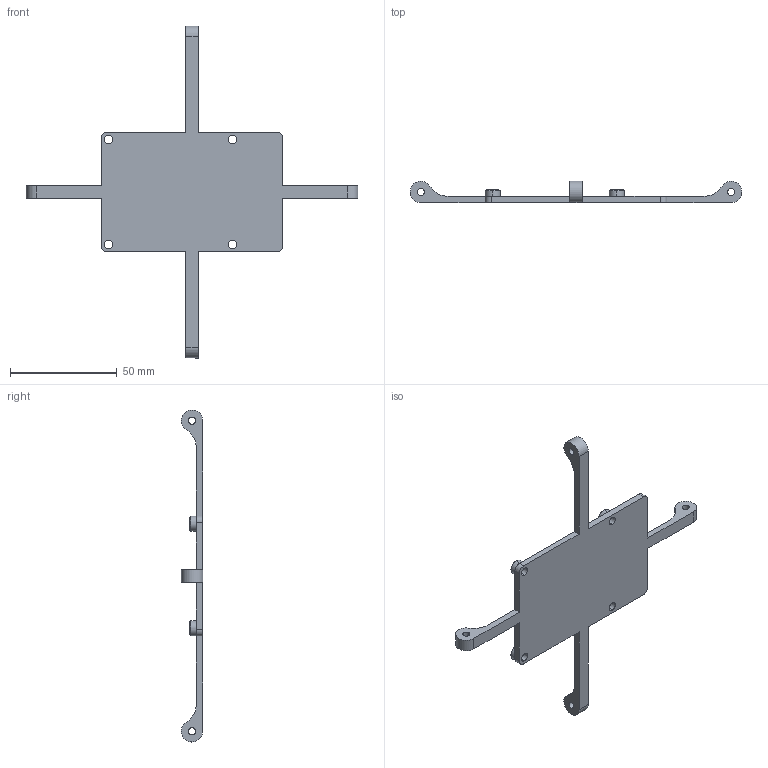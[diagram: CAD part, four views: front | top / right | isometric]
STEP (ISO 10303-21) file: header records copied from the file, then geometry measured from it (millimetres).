
FILE_DESCRIPTION (( 'STEP AP214' ), '1' );
FILE_NAME ('PCB Holder.STEP', '2024-02-01T00:39:27', ( '' ), ( '' ), 'SwSTEP 2.0', 'SolidWorks 2023', '' );
FILE_SCHEMA (( 'AUTOMOTIVE_DESIGN' ));
Length unit declared in the file: millimetre
Products named in the file (1): PCB Holder
Bounding box: 155 x 10 x 155.18 mm (x, y, z)
Volume: 18748.8 mm3; surface area: 14622.9 mm2
Topology: 1 solids, 1 shells, 69 faces, 183 edges, 116 vertices
Faces by surface type: cylinder 37, plane 24, cone 8
Entity records: 2212 total; most frequent: DIRECTION 407, CARTESIAN_POINT 369, ORIENTED_EDGE 366, EDGE_CURVE 183, AXIS2_PLACEMENT_3D 154, VERTEX_POINT 116, VECTOR 99, LINE 99
